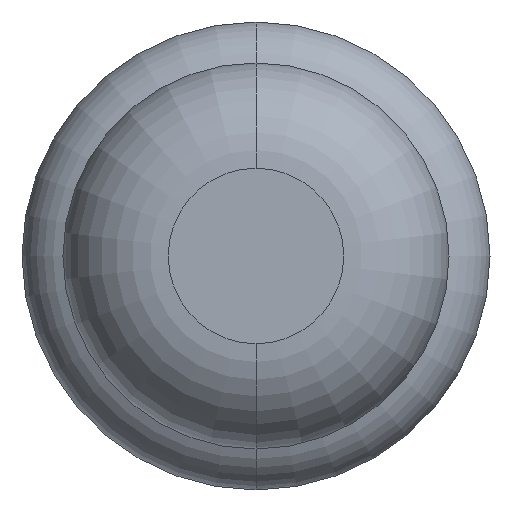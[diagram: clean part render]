
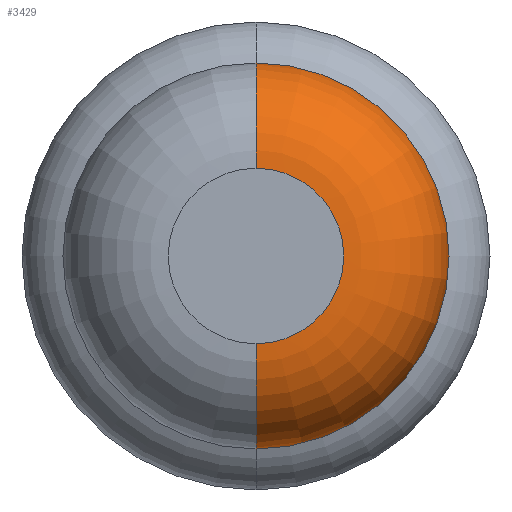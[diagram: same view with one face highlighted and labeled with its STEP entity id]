
A CAD part, front view. The second image highlights one B-rep face of the part: STEP entity #3429.
In plain terms, the highlighted toroidal (fillet/blend) face has major radius 0.375 mm and minor radius 0.45 mm.
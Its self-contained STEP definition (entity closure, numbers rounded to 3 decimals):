
#47 = DIRECTION ( 'NONE',  ( 0., 0., 1. ) ) ;
#76 = AXIS2_PLACEMENT_3D ( 'NONE', #2294, #4003, #2633 ) ;
#109 = VERTEX_POINT ( 'NONE', #2748 ) ;
#182 = DIRECTION ( 'NONE',  ( 0., 0., 1. ) ) ;
#207 = VERTEX_POINT ( 'NONE', #1472 ) ;
#355 = ORIENTED_EDGE ( 'NONE', *, *, #3613, .T. ) ;
#497 = ORIENTED_EDGE ( 'NONE', *, *, #1215, .F. ) ;
#966 = CIRCLE ( 'NONE', #2094, 0.45 ) ;
#1215 = EDGE_CURVE ( 'Defeature ausgef�hrt1_12+Defeature ausgef�hrt1_11+Defeature ausgef�hrt1_11+Defeature ausgef�hrt1_11', #207, #3553, #3448, .T. ) ;
#1261 = AXIS2_PLACEMENT_3D ( 'NONE', #1473, #1827, #47 ) ;
#1472 = CARTESIAN_POINT ( 'NONE',  ( 0., -26.95, 0.825 ) ) ;
#1473 = CARTESIAN_POINT ( 'NONE',  ( 0., -26.95, 0. ) ) ;
#1620 = DIRECTION ( 'NONE',  ( 0., 0., -1. ) ) ;
#1635 = DIRECTION ( 'NONE',  ( 1., 0., 0. ) ) ;
#1699 = EDGE_CURVE ( 'NONE', #109, #207, #3094, .T. ) ;
#1730 = ORIENTED_EDGE ( 'NONE', *, *, #1882, .T. ) ;
#1743 = CARTESIAN_POINT ( 'NONE',  ( 0., -27.4, -0.375 ) ) ;
#1814 = EDGE_LOOP ( 'NONE', ( #1730, #355, #497, #4266 ) ) ;
#1827 = DIRECTION ( 'NONE',  ( 0., 1., 0. ) ) ;
#1879 = DIRECTION ( 'NONE',  ( 0., 0., 1. ) ) ;
#1882 = EDGE_CURVE ( 'Defeature ausgef�hrt1_11+Defeature ausgef�hrt1_10+Defeature ausgef�hrt1_10+Defeature ausgef�hrt1_10', #109, #2826, #3817, .T. ) ;
#1923 = AXIS2_PLACEMENT_3D ( 'NONE', #4050, #1959, #182 ) ;
#1959 = DIRECTION ( 'NONE',  ( -1., 0., 0. ) ) ;
#2094 = AXIS2_PLACEMENT_3D ( 'NONE', #3745, #1635, #1620 ) ;
#2265 = DIRECTION ( 'NONE',  ( 0., 1., 0. ) ) ;
#2284 = CARTESIAN_POINT ( 'NONE',  ( 0., -26.95, 0. ) ) ;
#2294 = CARTESIAN_POINT ( 'NONE',  ( 0., -27.4, 0. ) ) ;
#2510 = TOROIDAL_SURFACE ( 'NONE', #4076, 0.375, 0.45 ) ;
#2633 = DIRECTION ( 'NONE',  ( 0., 0., 1. ) ) ;
#2748 = CARTESIAN_POINT ( 'NONE',  ( 0., -27.4, 0.375 ) ) ;
#2826 = VERTEX_POINT ( 'NONE', #1743 ) ;
#2923 = CARTESIAN_POINT ( 'NONE',  ( 0., -26.95, -0.825 ) ) ;
#3094 = CIRCLE ( 'NONE', #1923, 0.45 ) ;
#3251 = FACE_OUTER_BOUND ( 'NONE', #1814, .T. ) ;
#3429 = ADVANCED_FACE ( 'Defeature ausgef�hrt1_11', ( #3251 ), #2510, .T. ) ;
#3448 = CIRCLE ( 'NONE', #1261, 0.825 ) ;
#3553 = VERTEX_POINT ( 'NONE', #2923 ) ;
#3613 = EDGE_CURVE ( 'NONE', #2826, #3553, #966, .T. ) ;
#3745 = CARTESIAN_POINT ( 'NONE',  ( 0., -26.95, -0.375 ) ) ;
#3817 = CIRCLE ( 'NONE', #76, 0.375 ) ;
#4003 = DIRECTION ( 'NONE',  ( 0., 1., 0. ) ) ;
#4050 = CARTESIAN_POINT ( 'NONE',  ( 0., -26.95, 0.375 ) ) ;
#4076 = AXIS2_PLACEMENT_3D ( 'NONE', #2284, #2265, #1879 ) ;
#4266 = ORIENTED_EDGE ( 'NONE', *, *, #1699, .F. ) ;
